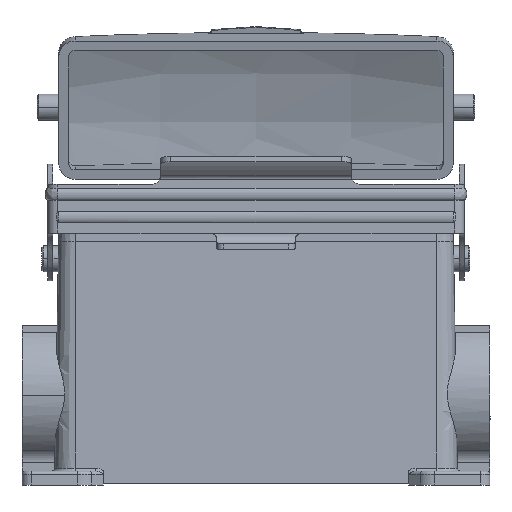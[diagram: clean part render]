
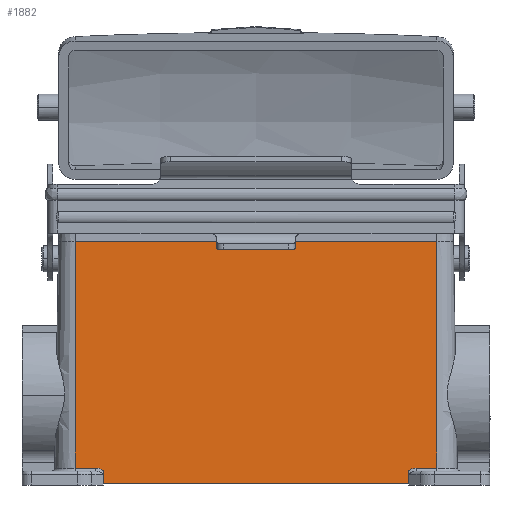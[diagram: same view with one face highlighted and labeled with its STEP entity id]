
A CAD part, top view. The second image highlights one B-rep face of the part: STEP entity #1882.
In plain terms, the highlighted planar face has unit normal (0, 0.018, 1).
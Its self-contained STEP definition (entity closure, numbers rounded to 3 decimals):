
#256 = CARTESIAN_POINT ( 'NONE',  ( -46.75, -75.151, 23.122 ) ) ;
#624 = EDGE_CURVE ( 'NONE', #13447, #17676, #3307, .T. ) ;
#762 = CARTESIAN_POINT ( 'NONE',  ( 49.081, -74.267, 23.106 ) ) ;
#818 = CARTESIAN_POINT ( 'NONE',  ( 46.75, -75.151, 23.122 ) ) ;
#872 = CARTESIAN_POINT ( 'NONE',  ( 47.277, -74.587, 23.112 ) ) ;
#896 = CARTESIAN_POINT ( 'NONE',  ( 48.12, -74.267, 23.106 ) ) ;
#1421 = VECTOR ( 'NONE', #18184, 1000. ) ;
#1870 = LINE ( 'NONE', #13812, #20324 ) ;
#1882 = ADVANCED_FACE ( 'NONE', ( #6239 ), #5873, .T. ) ;
#1985 = CARTESIAN_POINT ( 'NONE',  ( 46.75, 0., 21.81 ) ) ;
#2178 = VERTEX_POINT ( 'NONE', #19445 ) ;
#2413 = DIRECTION ( 'NONE',  ( 1., 0., 0. ) ) ;
#2540 = AXIS2_PLACEMENT_3D ( 'NONE', #16539, #5823, #18314 ) ;
#2555 = LINE ( 'NONE', #9617, #21558 ) ;
#2784 = CARTESIAN_POINT ( 'NONE',  ( -55.375, -5., 21.897 ) ) ;
#3022 = VECTOR ( 'NONE', #14558, 1000. ) ;
#3307 =( BOUNDED_CURVE ( )  B_SPLINE_CURVE ( 3, ( #818, #872, #896, #762 ),
 .UNSPECIFIED., .F., .T. ) 
 B_SPLINE_CURVE_WITH_KNOTS ( ( 4, 4 ),
 ( 0.567, 1.546 ),
 .UNSPECIFIED. ) 
 CURVE ( )  GEOMETRIC_REPRESENTATION_ITEM ( )  RATIONAL_B_SPLINE_CURVE ( ( 1., 0.922, 0.922, 1. ) ) 
 REPRESENTATION_ITEM ( '' )  );
#4184 = ORIENTED_EDGE ( 'NONE', *, *, #17807, .T. ) ;
#4395 = EDGE_CURVE ( 'NONE', #15903, #13447, #16767, .T. ) ;
#5053 = CARTESIAN_POINT ( 'NONE',  ( -48.12, -74.267, 23.106 ) ) ;
#5690 = CARTESIAN_POINT ( 'NONE',  ( -55.375, 0., 21.81 ) ) ;
#5823 = DIRECTION ( 'NONE',  ( 0., 0.017, 1. ) ) ;
#5873 = PLANE ( 'NONE',  #2540 ) ;
#6239 = FACE_OUTER_BOUND ( 'NONE', #18444, .T. ) ;
#6587 = EDGE_CURVE ( 'NONE', #9201, #15903, #2555, .T. ) ;
#6876 = CARTESIAN_POINT ( 'NONE',  ( -47.277, -74.587, 23.112 ) ) ;
#7209 = CARTESIAN_POINT ( 'NONE',  ( 55.375, 0., 21.81 ) ) ;
#7489 = VERTEX_POINT ( 'NONE', #256 ) ;
#8011 = LINE ( 'NONE', #7209, #21594 ) ;
#8118 = ORIENTED_EDGE ( 'NONE', *, *, #4395, .T. ) ;
#9039 = VECTOR ( 'NONE', #13598, 1000. ) ;
#9201 = VERTEX_POINT ( 'NONE', #15612 ) ;
#9491 = EDGE_CURVE ( 'NONE', #16983, #9943, #14306, .T. ) ;
#9617 = CARTESIAN_POINT ( 'NONE',  ( 55.375, -79., 23.189 ) ) ;
#9943 = VERTEX_POINT ( 'NONE', #18174 ) ;
#10386 = EDGE_CURVE ( 'NONE', #9201, #7489, #1870, .T. ) ;
#10722 = CARTESIAN_POINT ( 'NONE',  ( -55.375, -74.267, 23.106 ) ) ;
#11483 = ORIENTED_EDGE ( 'NONE', *, *, #14073, .T. ) ;
#12895 = EDGE_CURVE ( 'NONE', #9943, #7489, #13185, .T. ) ;
#13035 = ORIENTED_EDGE ( 'NONE', *, *, #9491, .T. ) ;
#13185 =( BOUNDED_CURVE ( )  B_SPLINE_CURVE ( 3, ( #15772, #5053, #6876, #19316 ),
 .UNSPECIFIED., .F., .F. ) 
 B_SPLINE_CURVE_WITH_KNOTS ( ( 4, 4 ),
 ( 1.595, 2.574 ),
 .UNSPECIFIED. ) 
 CURVE ( )  GEOMETRIC_REPRESENTATION_ITEM ( )  RATIONAL_B_SPLINE_CURVE ( ( 1., 0.922, 0.922, 1. ) ) 
 REPRESENTATION_ITEM ( '' )  );
#13447 = VERTEX_POINT ( 'NONE', #19422 ) ;
#13521 = CARTESIAN_POINT ( 'NONE',  ( -55.375, -74.267, 23.106 ) ) ;
#13598 = DIRECTION ( 'NONE',  ( 1., 0., 0. ) ) ;
#13812 = CARTESIAN_POINT ( 'NONE',  ( -46.75, 0., 21.81 ) ) ;
#14052 = VECTOR ( 'NONE', #17122, 1000. ) ;
#14073 = EDGE_CURVE ( 'NONE', #2178, #19548, #18743, .T. ) ;
#14207 = ORIENTED_EDGE ( 'NONE', *, *, #20828, .F. ) ;
#14306 = LINE ( 'NONE', #13521, #9039 ) ;
#14320 = VECTOR ( 'NONE', #2413, 1000. ) ;
#14558 = DIRECTION ( 'NONE',  ( 0., 1., -0.017 ) ) ;
#14992 = CARTESIAN_POINT ( 'NONE',  ( -55.375, -74.267, 23.106 ) ) ;
#15185 = LINE ( 'NONE', #5690, #1421 ) ;
#15612 = CARTESIAN_POINT ( 'NONE',  ( -46.75, -79., 23.189 ) ) ;
#15652 = CARTESIAN_POINT ( 'NONE',  ( 49.081, -74.267, 23.106 ) ) ;
#15772 = CARTESIAN_POINT ( 'NONE',  ( -49.081, -74.267, 23.106 ) ) ;
#15903 = VERTEX_POINT ( 'NONE', #17869 ) ;
#16539 = CARTESIAN_POINT ( 'NONE',  ( -55.375, 0., 21.81 ) ) ;
#16767 = LINE ( 'NONE', #1985, #3022 ) ;
#16983 = VERTEX_POINT ( 'NONE', #10722 ) ;
#17122 = DIRECTION ( 'NONE',  ( -1., 0., 0. ) ) ;
#17395 = ORIENTED_EDGE ( 'NONE', *, *, #21293, .T. ) ;
#17676 = VERTEX_POINT ( 'NONE', #15652 ) ;
#17807 = EDGE_CURVE ( 'NONE', #19007, #2178, #8011, .T. ) ;
#17853 = ORIENTED_EDGE ( 'NONE', *, *, #12895, .T. ) ;
#17869 = CARTESIAN_POINT ( 'NONE',  ( 46.75, -79., 23.189 ) ) ;
#18174 = CARTESIAN_POINT ( 'NONE',  ( -49.081, -74.267, 23.106 ) ) ;
#18184 = DIRECTION ( 'NONE',  ( 0., 1., -0.017 ) ) ;
#18314 = DIRECTION ( 'NONE',  ( 0., -1., 0.017 ) ) ;
#18444 = EDGE_LOOP ( 'NONE', ( #17853, #18480, #20071, #8118, #22914, #17395, #4184, #11483, #14207, #13035 ) ) ;
#18480 = ORIENTED_EDGE ( 'NONE', *, *, #10386, .F. ) ;
#18522 = DIRECTION ( 'NONE',  ( 1., 0., 0. ) ) ;
#18743 = LINE ( 'NONE', #2784, #14052 ) ;
#19007 = VERTEX_POINT ( 'NONE', #19150 ) ;
#19019 = LINE ( 'NONE', #14992, #14320 ) ;
#19150 = CARTESIAN_POINT ( 'NONE',  ( 55.375, -74.267, 23.106 ) ) ;
#19316 = CARTESIAN_POINT ( 'NONE',  ( -46.75, -75.151, 23.122 ) ) ;
#19422 = CARTESIAN_POINT ( 'NONE',  ( 46.75, -75.151, 23.122 ) ) ;
#19445 = CARTESIAN_POINT ( 'NONE',  ( 55.375, -5., 21.897 ) ) ;
#19548 = VERTEX_POINT ( 'NONE', #21052 ) ;
#19656 = DIRECTION ( 'NONE',  ( 0., 1., -0.017 ) ) ;
#20071 = ORIENTED_EDGE ( 'NONE', *, *, #6587, .T. ) ;
#20324 = VECTOR ( 'NONE', #22672, 1000. ) ;
#20828 = EDGE_CURVE ( 'NONE', #16983, #19548, #15185, .T. ) ;
#21052 = CARTESIAN_POINT ( 'NONE',  ( -55.375, -5., 21.897 ) ) ;
#21293 = EDGE_CURVE ( 'NONE', #17676, #19007, #19019, .T. ) ;
#21558 = VECTOR ( 'NONE', #18522, 1000. ) ;
#21594 = VECTOR ( 'NONE', #19656, 1000. ) ;
#22672 = DIRECTION ( 'NONE',  ( 0., 1., -0.017 ) ) ;
#22914 = ORIENTED_EDGE ( 'NONE', *, *, #624, .T. ) ;
